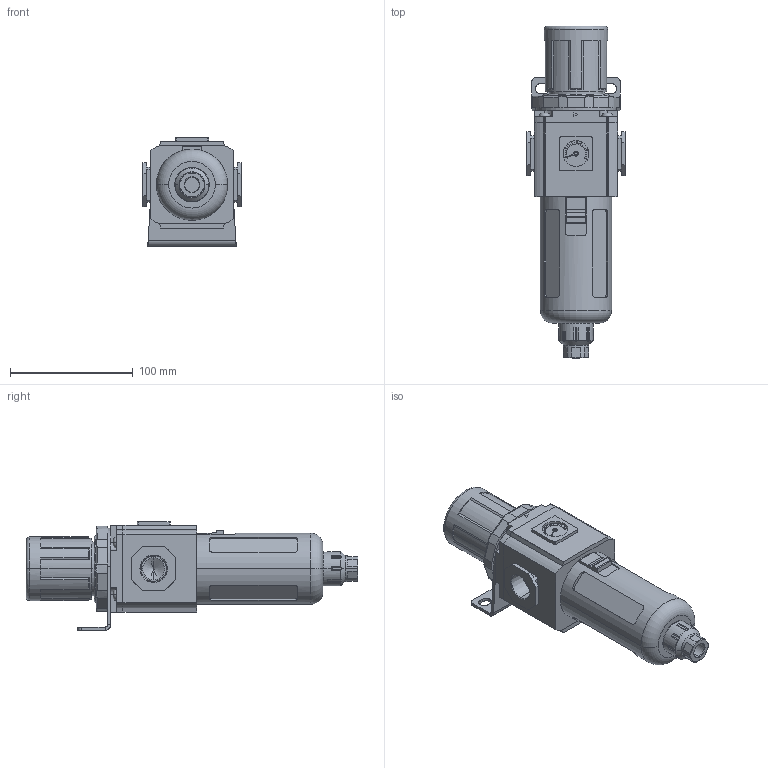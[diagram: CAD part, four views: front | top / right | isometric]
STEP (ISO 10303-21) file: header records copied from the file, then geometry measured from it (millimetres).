
FILE_DESCRIPTION (( 'STEP AP203' ), '1' );
FILE_NAME ('AFR-4433-A.step', '2015-11-09T22:39:42', ( '' ), ( '' ), 'SwSTEP 2.0', 'SolidWorks 2015', '' );
FILE_SCHEMA (( 'CONFIG_CONTROL_DESIGN' ));
Length unit declared in the file: millimetre
Products named in the file (1): AFR-4433-A
Bounding box: 80 x 270.5 x 88.2 mm (x, y, z)
Volume: 561874.1 mm3; surface area: 115558.7 mm2
Topology: 16 solids, 16 shells, 606 faces, 1512 edges, 979 vertices
Faces by surface type: plane 371, cylinder 169, cone 33, torus 31, bspline 2
Entity records: 18797 total; most frequent: CARTESIAN_POINT 4281, ORIENTED_EDGE 3016, DIRECTION 2920, EDGE_CURVE 1508, VERTEX_POINT 979, AXIS2_PLACEMENT_3D 978, VECTOR 964, LINE 964
